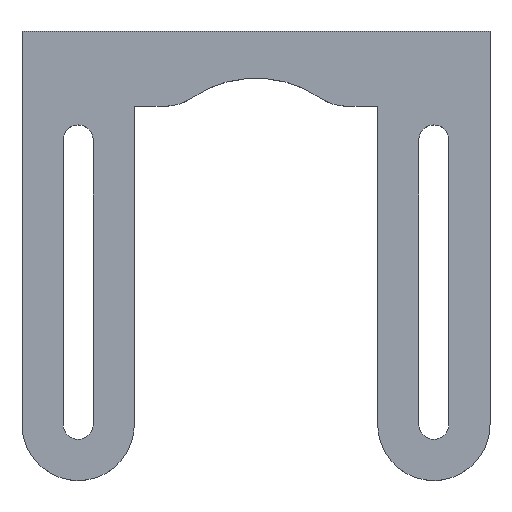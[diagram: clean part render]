
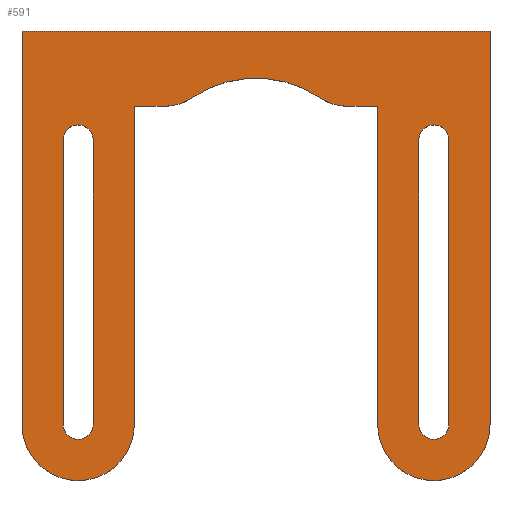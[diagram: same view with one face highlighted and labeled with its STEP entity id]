
A CAD part, top view. The second image highlights one B-rep face of the part: STEP entity #591.
In plain terms, the highlighted planar face has unit normal (0, 0, 1).
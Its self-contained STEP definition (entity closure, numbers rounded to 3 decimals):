
#30=FACE_BOUND('',#105,.T.);
#31=FACE_BOUND('',#106,.T.);
#45=CIRCLE('',#649,5.);
#46=CIRCLE('',#652,12.167);
#47=CIRCLE('',#653,5.);
#48=CIRCLE('',#654,6.);
#49=CIRCLE('',#655,6.);
#50=CIRCLE('',#656,1.6);
#51=CIRCLE('',#657,1.6);
#52=CIRCLE('',#658,1.6);
#53=CIRCLE('',#659,1.6);
#68=FACE_OUTER_BOUND('',#104,.T.);
#104=EDGE_LOOP('',(#464,#465,#466,#467,#468,#469,#470,#471,#472,#473,#474,
#475));
#105=EDGE_LOOP('',(#476,#477,#478,#479));
#106=EDGE_LOOP('',(#480,#481,#482,#483));
#137=LINE('',#879,#199);
#160=LINE('',#955,#222);
#162=LINE('',#963,#224);
#163=LINE('',#965,#225);
#164=LINE('',#968,#226);
#165=LINE('',#970,#227);
#166=LINE('',#973,#228);
#167=LINE('',#976,#229);
#168=LINE('',#980,#230);
#169=LINE('',#984,#231);
#170=LINE('',#988,#232);
#199=VECTOR('',#700,10.);
#222=VECTOR('',#771,10.);
#224=VECTOR('',#779,10.);
#225=VECTOR('',#780,10.);
#226=VECTOR('',#783,10.);
#227=VECTOR('',#784,10.);
#228=VECTOR('',#787,10.);
#229=VECTOR('',#788,10.);
#230=VECTOR('',#791,10.);
#231=VECTOR('',#794,10.);
#232=VECTOR('',#797,10.);
#258=VERTEX_POINT('',#876);
#259=VERTEX_POINT('',#878);
#286=VERTEX_POINT('',#948);
#287=VERTEX_POINT('',#950);
#288=VERTEX_POINT('',#954);
#289=VERTEX_POINT('',#958);
#290=VERTEX_POINT('',#960);
#291=VERTEX_POINT('',#962);
#292=VERTEX_POINT('',#964);
#293=VERTEX_POINT('',#966);
#294=VERTEX_POINT('',#969);
#295=VERTEX_POINT('',#971);
#296=VERTEX_POINT('',#974);
#297=VERTEX_POINT('',#975);
#298=VERTEX_POINT('',#977);
#299=VERTEX_POINT('',#979);
#300=VERTEX_POINT('',#982);
#301=VERTEX_POINT('',#983);
#302=VERTEX_POINT('',#985);
#303=VERTEX_POINT('',#987);
#317=EDGE_CURVE('',#258,#259,#137,.T.);
#352=EDGE_CURVE('',#286,#287,#45,.T.);
#354=EDGE_CURVE('',#288,#287,#160,.T.);
#356=EDGE_CURVE('',#286,#289,#46,.T.);
#357=EDGE_CURVE('',#290,#289,#47,.T.);
#358=EDGE_CURVE('',#290,#291,#162,.T.);
#359=EDGE_CURVE('',#292,#291,#163,.T.);
#360=EDGE_CURVE('',#293,#292,#48,.T.);
#361=EDGE_CURVE('',#259,#293,#164,.T.);
#362=EDGE_CURVE('',#258,#294,#165,.T.);
#363=EDGE_CURVE('',#295,#294,#49,.T.);
#364=EDGE_CURVE('',#295,#288,#166,.T.);
#365=EDGE_CURVE('',#296,#297,#167,.T.);
#366=EDGE_CURVE('',#298,#296,#50,.T.);
#367=EDGE_CURVE('',#299,#298,#168,.T.);
#368=EDGE_CURVE('',#297,#299,#51,.T.);
#369=EDGE_CURVE('',#300,#301,#169,.T.);
#370=EDGE_CURVE('',#302,#300,#52,.T.);
#371=EDGE_CURVE('',#303,#302,#170,.T.);
#372=EDGE_CURVE('',#301,#303,#53,.T.);
#464=ORIENTED_EDGE('',*,*,#352,.F.);
#465=ORIENTED_EDGE('',*,*,#356,.T.);
#466=ORIENTED_EDGE('',*,*,#357,.F.);
#467=ORIENTED_EDGE('',*,*,#358,.T.);
#468=ORIENTED_EDGE('',*,*,#359,.F.);
#469=ORIENTED_EDGE('',*,*,#360,.F.);
#470=ORIENTED_EDGE('',*,*,#361,.F.);
#471=ORIENTED_EDGE('',*,*,#317,.F.);
#472=ORIENTED_EDGE('',*,*,#362,.T.);
#473=ORIENTED_EDGE('',*,*,#363,.F.);
#474=ORIENTED_EDGE('',*,*,#364,.T.);
#475=ORIENTED_EDGE('',*,*,#354,.T.);
#476=ORIENTED_EDGE('',*,*,#365,.F.);
#477=ORIENTED_EDGE('',*,*,#366,.F.);
#478=ORIENTED_EDGE('',*,*,#367,.F.);
#479=ORIENTED_EDGE('',*,*,#368,.F.);
#480=ORIENTED_EDGE('',*,*,#369,.F.);
#481=ORIENTED_EDGE('',*,*,#370,.F.);
#482=ORIENTED_EDGE('',*,*,#371,.F.);
#483=ORIENTED_EDGE('',*,*,#372,.F.);
#567=PLANE('',#651);
#591=ADVANCED_FACE('',(#68,#30,#31),#567,.F.);
#649=AXIS2_PLACEMENT_3D('',#951,#766,#767);
#651=AXIS2_PLACEMENT_3D('',#957,#773,#774);
#652=AXIS2_PLACEMENT_3D('',#959,#775,#776);
#653=AXIS2_PLACEMENT_3D('',#961,#777,#778);
#654=AXIS2_PLACEMENT_3D('',#967,#781,#782);
#655=AXIS2_PLACEMENT_3D('',#972,#785,#786);
#656=AXIS2_PLACEMENT_3D('',#978,#789,#790);
#657=AXIS2_PLACEMENT_3D('',#981,#792,#793);
#658=AXIS2_PLACEMENT_3D('',#986,#795,#796);
#659=AXIS2_PLACEMENT_3D('',#989,#798,#799);
#700=DIRECTION('',(1.,0.,0.));
#766=DIRECTION('center_axis',(0.,0.,-1.));
#767=DIRECTION('ref_axis',(0.296,-0.955,0.));
#771=DIRECTION('',(1.,0.,0.));
#773=DIRECTION('center_axis',(0.,0.,-1.));
#774=DIRECTION('ref_axis',(1.,0.,0.));
#775=DIRECTION('center_axis',(0.,0.,-1.));
#776=DIRECTION('ref_axis',(-0.658,0.753,0.));
#777=DIRECTION('center_axis',(0.,0.,-1.));
#778=DIRECTION('ref_axis',(-0.296,-0.955,0.));
#779=DIRECTION('',(1.,0.,0.));
#780=DIRECTION('',(0.,1.,0.));
#781=DIRECTION('center_axis',(0.,0.,-1.));
#782=DIRECTION('ref_axis',(1.,0.,0.));
#783=DIRECTION('',(0.,-1.,0.));
#784=DIRECTION('',(0.,-1.,0.));
#785=DIRECTION('center_axis',(0.,0.,-1.));
#786=DIRECTION('ref_axis',(1.,0.,0.));
#787=DIRECTION('',(0.,1.,0.));
#788=DIRECTION('',(0.,-1.,0.));
#789=DIRECTION('center_axis',(0.,0.,1.));
#790=DIRECTION('ref_axis',(1.,0.,0.));
#791=DIRECTION('',(0.,1.,0.));
#792=DIRECTION('center_axis',(0.,0.,1.));
#793=DIRECTION('ref_axis',(1.,0.,0.));
#794=DIRECTION('',(0.,-1.,0.));
#795=DIRECTION('center_axis',(0.,0.,1.));
#796=DIRECTION('ref_axis',(1.,0.,0.));
#797=DIRECTION('',(0.,1.,0.));
#798=DIRECTION('center_axis',(0.,0.,1.));
#799=DIRECTION('ref_axis',(1.,0.,0.));
#876=CARTESIAN_POINT('',(-25.,23.,2.));
#878=CARTESIAN_POINT('',(25.,23.,2.));
#879=CARTESIAN_POINT('',(-25.,23.,2.));
#948=CARTESIAN_POINT('',(-6.871,15.874,2.));
#950=CARTESIAN_POINT('',(-9.695,15.,2.));
#951=CARTESIAN_POINT('Origin',(-9.695,20.,2.));
#954=CARTESIAN_POINT('',(-13.,15.,2.));
#955=CARTESIAN_POINT('',(-13.,15.,2.));
#957=CARTESIAN_POINT('Origin',(0.,-1.,2.));
#958=CARTESIAN_POINT('',(6.871,15.874,2.));
#959=CARTESIAN_POINT('Origin',(0.,5.833,2.));
#960=CARTESIAN_POINT('',(9.695,15.,2.));
#961=CARTESIAN_POINT('Origin',(9.695,20.,2.));
#962=CARTESIAN_POINT('',(13.,15.,2.));
#963=CARTESIAN_POINT('',(-13.,15.,2.));
#964=CARTESIAN_POINT('',(13.,-19.,2.));
#965=CARTESIAN_POINT('',(13.,-19.,2.));
#966=CARTESIAN_POINT('',(25.,-19.,2.));
#967=CARTESIAN_POINT('Origin',(19.,-19.,2.));
#968=CARTESIAN_POINT('',(25.,23.,2.));
#969=CARTESIAN_POINT('',(-25.,-19.,2.));
#970=CARTESIAN_POINT('',(-25.,23.,2.));
#971=CARTESIAN_POINT('',(-13.,-19.,2.));
#972=CARTESIAN_POINT('Origin',(-19.,-19.,2.));
#973=CARTESIAN_POINT('',(-13.,-19.,2.));
#974=CARTESIAN_POINT('',(-20.6,11.4,2.));
#975=CARTESIAN_POINT('',(-20.6,-19.,2.));
#976=CARTESIAN_POINT('',(-20.6,-19.,2.));
#977=CARTESIAN_POINT('',(-17.4,11.4,2.));
#978=CARTESIAN_POINT('Origin',(-19.,11.4,2.));
#979=CARTESIAN_POINT('',(-17.4,-19.,2.));
#980=CARTESIAN_POINT('',(-17.4,11.4,2.));
#981=CARTESIAN_POINT('Origin',(-19.,-19.,2.));
#982=CARTESIAN_POINT('',(17.4,11.4,2.));
#983=CARTESIAN_POINT('',(17.4,-19.,2.));
#984=CARTESIAN_POINT('',(17.4,-19.,2.));
#985=CARTESIAN_POINT('',(20.6,11.4,2.));
#986=CARTESIAN_POINT('Origin',(19.,11.4,2.));
#987=CARTESIAN_POINT('',(20.6,-19.,2.));
#988=CARTESIAN_POINT('',(20.6,11.4,2.));
#989=CARTESIAN_POINT('Origin',(19.,-19.,2.));
